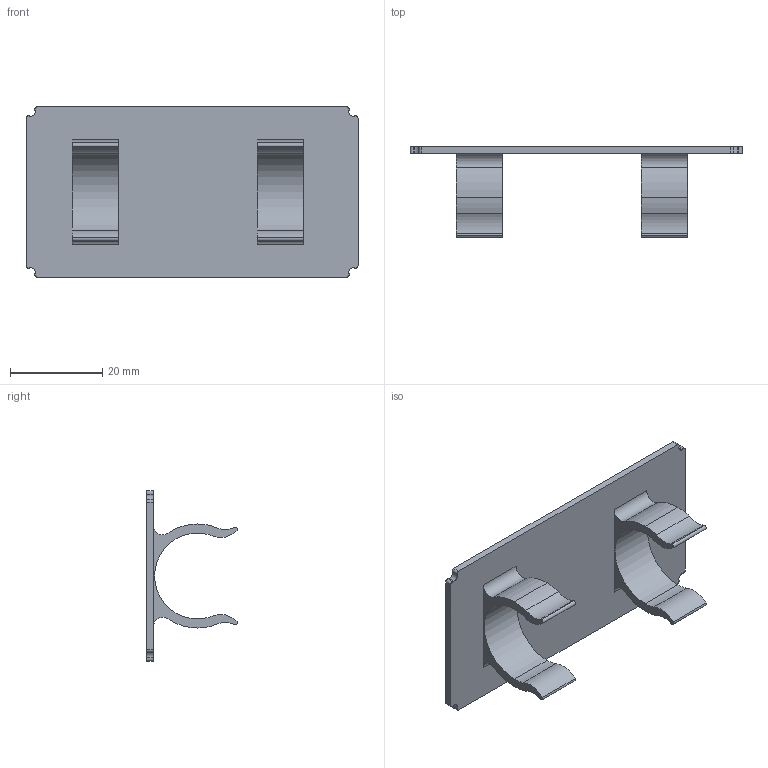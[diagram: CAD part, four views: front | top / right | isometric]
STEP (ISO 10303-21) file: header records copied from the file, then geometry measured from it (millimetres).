
FILE_DESCRIPTION (( 'STEP AP203' ), '1' );
FILE_NAME ('main_box_poklopac_sBaterijom_NoScrews.STEP', '2023-02-15T18:26:37', ( '' ), ( '' ), 'SwSTEP 2.0', 'SolidWorks 2013', '' );
FILE_SCHEMA (( 'CONFIG_CONTROL_DESIGN' ));
Length unit declared in the file: millimetre
Products named in the file (1): main_box_poklopac_sBaterijom_NoScrews
Bounding box: 71.8 x 19.67 x 36.8 mm (x, y, z)
Volume: 5728.8 mm3; surface area: 7266.4 mm2
Topology: 1 solids, 1 shells, 58 faces, 162 edges, 108 vertices
Faces by surface type: cylinder 40, plane 10, bspline 8
Entity records: 1999 total; most frequent: CARTESIAN_POINT 401, DIRECTION 328, ORIENTED_EDGE 324, EDGE_CURVE 162, AXIS2_PLACEMENT_3D 131, VERTEX_POINT 108, CIRCLE 80, VECTOR 66
